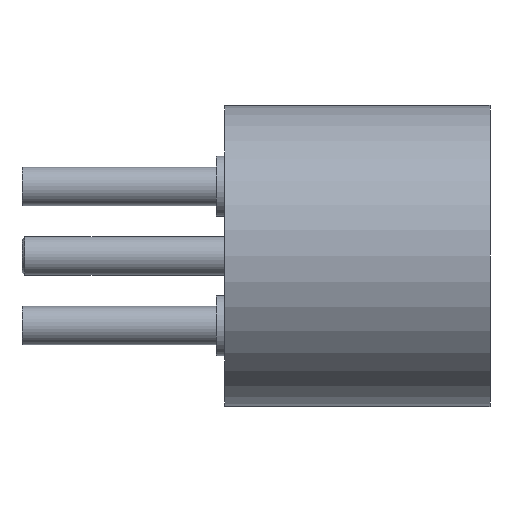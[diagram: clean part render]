
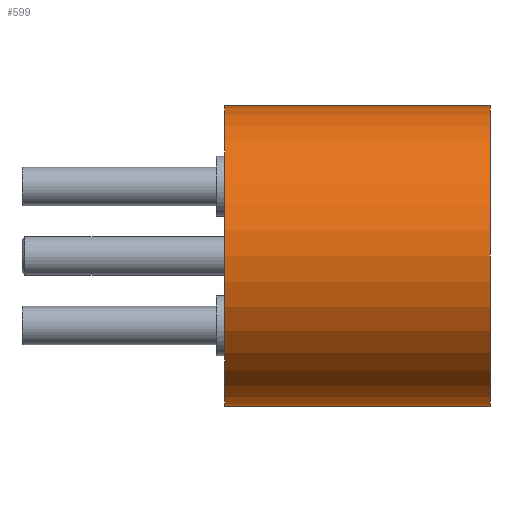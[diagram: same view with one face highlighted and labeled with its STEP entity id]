
A CAD part, front view. The second image highlights one B-rep face of the part: STEP entity #599.
In plain terms, the highlighted cylindrical face has radius 2.75 mm (diameter 5.5 mm), a partial arc.
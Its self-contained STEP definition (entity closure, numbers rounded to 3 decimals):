
#51 = DIRECTION ( 'NONE',  ( 0., 0., 1. ) ) ;
#90 = LINE ( 'NONE', #226, #936 ) ;
#211 = CARTESIAN_POINT ( 'NONE',  ( -2.75, 0., -4.85 ) ) ;
#226 = CARTESIAN_POINT ( 'NONE',  ( 2.75, 0., 0. ) ) ;
#327 = DIRECTION ( 'NONE',  ( 1., 0., 0. ) ) ;
#328 = EDGE_CURVE ( 'NONE', #1541, #981, #1225, .T. ) ;
#349 = VERTEX_POINT ( 'NONE', #211 ) ;
#577 = CARTESIAN_POINT ( 'NONE',  ( -2.75, 0., 0. ) ) ;
#599 = ADVANCED_FACE ( 'NONE', ( #2460 ), #1845, .T. ) ;
#692 = AXIS2_PLACEMENT_3D ( 'NONE', #2062, #2793, #327 ) ;
#835 = CARTESIAN_POINT ( 'NONE',  ( 0., 0., -4.85 ) ) ;
#936 = VECTOR ( 'NONE', #1703, 1000. ) ;
#960 = EDGE_CURVE ( 'NONE', #349, #980, #2929, .T. ) ;
#980 = VERTEX_POINT ( 'NONE', #2104 ) ;
#981 = VERTEX_POINT ( 'NONE', #1344 ) ;
#1065 = EDGE_LOOP ( 'NONE', ( #2638, #2061, #2218, #1193 ) ) ;
#1097 = DIRECTION ( 'NONE',  ( 0., 0., 1. ) ) ;
#1169 = VECTOR ( 'NONE', #51, 1000. ) ;
#1175 = AXIS2_PLACEMENT_3D ( 'NONE', #835, #1097, #1860 ) ;
#1193 = ORIENTED_EDGE ( 'NONE', *, *, #328, .F. ) ;
#1225 = CIRCLE ( 'NONE', #1241, 2.75 ) ;
#1241 = AXIS2_PLACEMENT_3D ( 'NONE', #2414, #1968, #1445 ) ;
#1269 = EDGE_CURVE ( 'NONE', #980, #981, #90, .T. ) ;
#1337 = EDGE_CURVE ( 'NONE', #349, #1541, #2192, .T. ) ;
#1344 = CARTESIAN_POINT ( 'NONE',  ( 2.75, 0., 0. ) ) ;
#1445 = DIRECTION ( 'NONE',  ( 1., 0., 0. ) ) ;
#1523 = CARTESIAN_POINT ( 'NONE',  ( -2.75, 0., 0. ) ) ;
#1541 = VERTEX_POINT ( 'NONE', #577 ) ;
#1703 = DIRECTION ( 'NONE',  ( 0., 0., 1. ) ) ;
#1845 = CYLINDRICAL_SURFACE ( 'NONE', #692, 2.75 ) ;
#1860 = DIRECTION ( 'NONE',  ( 1., 0., 0. ) ) ;
#1968 = DIRECTION ( 'NONE',  ( 0., 0., 1. ) ) ;
#2061 = ORIENTED_EDGE ( 'NONE', *, *, #960, .T. ) ;
#2062 = CARTESIAN_POINT ( 'NONE',  ( 0., 0., 0. ) ) ;
#2104 = CARTESIAN_POINT ( 'NONE',  ( 2.75, 0., -4.85 ) ) ;
#2192 = LINE ( 'NONE', #1523, #1169 ) ;
#2218 = ORIENTED_EDGE ( 'NONE', *, *, #1269, .T. ) ;
#2414 = CARTESIAN_POINT ( 'NONE',  ( 0., 0., 0. ) ) ;
#2460 = FACE_OUTER_BOUND ( 'NONE', #1065, .T. ) ;
#2638 = ORIENTED_EDGE ( 'NONE', *, *, #1337, .F. ) ;
#2793 = DIRECTION ( 'NONE',  ( 0., 0., 1. ) ) ;
#2929 = CIRCLE ( 'NONE', #1175, 2.75 ) ;
